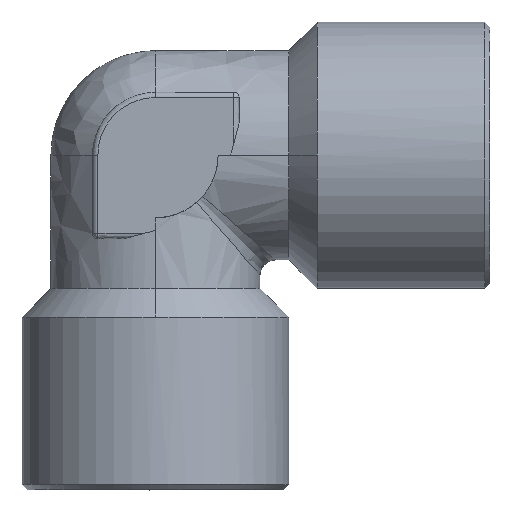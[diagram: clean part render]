
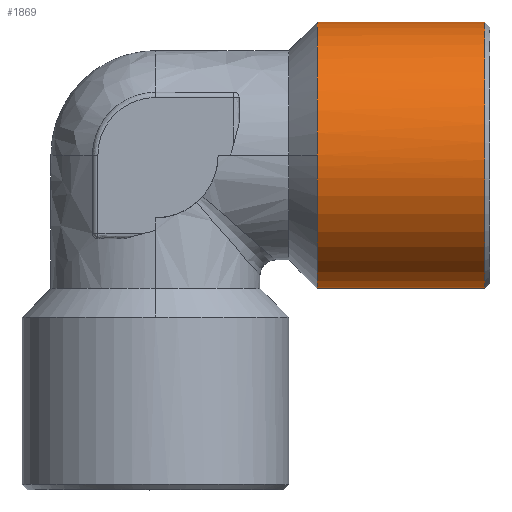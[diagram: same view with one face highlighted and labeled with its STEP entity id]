
A CAD part, top view. The second image highlights one B-rep face of the part: STEP entity #1869.
In plain terms, the highlighted free-form (B-spline) face has degree [1, 3] with [2, 7] control points.
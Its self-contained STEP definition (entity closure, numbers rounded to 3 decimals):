
#5 = VERTEX_POINT ( 'NONE', #1183 ) ;
#22 = ORIENTED_EDGE ( 'NONE', *, *, #2218, .T. ) ;
#162 = CARTESIAN_POINT ( 'NONE',  ( 31.5, 46.25, 0. ) ) ;
#183 = CARTESIAN_POINT ( 'NONE',  ( 15.5, 20.75, 0. ) ) ;
#185 = CARTESIAN_POINT ( 'NONE',  ( 15.5, 20.75, 0. ) ) ;
#332 = CARTESIAN_POINT ( 'NONE',  ( 31.5, 20.75, 0. ) ) ;
#380 = B_SPLINE_CURVE_WITH_KNOTS ( 'NONE', 1,
 ( #183, #2850 ),
 .UNSPECIFIED., .F., .F.,
 ( 2, 2 ),
 ( -1., 0. ),
 .UNSPECIFIED. ) ;
#407 = CARTESIAN_POINT ( 'NONE',  ( 15.5, 33.5, 12.75 ) ) ;
#549 = FACE_OUTER_BOUND ( 'NONE', #2946, .T. ) ;
#575 =( BOUNDED_SURFACE ( )  B_SPLINE_SURFACE ( 1, 3, ( 
 ( #2724, #3010, #3022, #1249, #3335, #1239, #2985 ),
 ( #1851, #2097, #2688, #2407, #1529, #3898, #627 ) ),
 .UNSPECIFIED., .F., .F., .F. ) 
 B_SPLINE_SURFACE_WITH_KNOTS ( ( 2, 2 ),
 ( 4, 3, 4 ),
 ( 0., 1. ),
 ( 0., 0.5, 1. ),
 .UNSPECIFIED. ) 
 GEOMETRIC_REPRESENTATION_ITEM ( )  RATIONAL_B_SPLINE_SURFACE ( (
 ( 1., 0.805, 0.805, 1., 0.805, 0.805, 1.),
 ( 1., 0.805, 0.805, 1., 0.805, 0.805, 1.) ) ) 
 REPRESENTATION_ITEM ( '' )  SURFACE ( )  );
#627 = CARTESIAN_POINT ( 'NONE',  ( 31.5, 20.75, 0. ) ) ;
#660 = CARTESIAN_POINT ( 'NONE',  ( 15.5, 46.25, 0. ) ) ;
#1106 = CARTESIAN_POINT ( 'NONE',  ( 15.5, 33.5, 12.75 ) ) ;
#1116 = CARTESIAN_POINT ( 'NONE',  ( 15.5, 20.75, 0. ) ) ;
#1133 = VERTEX_POINT ( 'NONE', #660 ) ;
#1183 = CARTESIAN_POINT ( 'NONE',  ( 31.5, 46.25, 0. ) ) ;
#1239 = CARTESIAN_POINT ( 'NONE',  ( 15.5, 20.75, 7.469 ) ) ;
#1249 = CARTESIAN_POINT ( 'NONE',  ( 15.5, 33.5, 12.75 ) ) ;
#1388 = CARTESIAN_POINT ( 'NONE',  ( 15.5, 33.5, 12.75 ) ) ;
#1396 = CARTESIAN_POINT ( 'NONE',  ( 15.5, 20.75, 7.469 ) ) ;
#1401 = CARTESIAN_POINT ( 'NONE',  ( 31.5, 46.25, 7.469 ) ) ;
#1529 = CARTESIAN_POINT ( 'NONE',  ( 31.5, 26.031, 12.75 ) ) ;
#1653 = VERTEX_POINT ( 'NONE', #3191 ) ;
#1685 =( BOUNDED_CURVE ( )  B_SPLINE_CURVE ( 3, ( #185, #1396, #1697, #1106 ),
 .UNSPECIFIED., .F., .F. ) 
 B_SPLINE_CURVE_WITH_KNOTS ( ( 4, 4 ),
 ( -1.571, 0. ),
 .UNSPECIFIED. ) 
 CURVE ( )  GEOMETRIC_REPRESENTATION_ITEM ( )  RATIONAL_B_SPLINE_CURVE ( ( 1., 0.805, 0.805, 1. ) ) 
 REPRESENTATION_ITEM ( '' )  );
#1697 = CARTESIAN_POINT ( 'NONE',  ( 15.5, 26.031, 12.75 ) ) ;
#1851 = CARTESIAN_POINT ( 'NONE',  ( 31.5, 46.25, 0. ) ) ;
#1869 = ADVANCED_FACE ( 'NONE', ( #549 ), #575, .F. ) ;
#1913 = ORIENTED_EDGE ( 'NONE', *, *, #2677, .T. ) ;
#1928 = CARTESIAN_POINT ( 'NONE',  ( 31.5, 40.969, 12.75 ) ) ;
#1931 = EDGE_CURVE ( 'NONE', #1653, #5, #2380, .T. ) ;
#1935 = CARTESIAN_POINT ( 'NONE',  ( 31.5, 33.5, 12.75 ) ) ;
#1944 = CARTESIAN_POINT ( 'NONE',  ( 15.5, 40.969, 12.75 ) ) ;
#2072 = ORIENTED_EDGE ( 'NONE', *, *, #3150, .F. ) ;
#2097 = CARTESIAN_POINT ( 'NONE',  ( 31.5, 46.25, 7.469 ) ) ;
#2098 = ORIENTED_EDGE ( 'NONE', *, *, #1931, .T. ) ;
#2218 = EDGE_CURVE ( 'NONE', #5, #1133, #2941, .T. ) ;
#2380 =( BOUNDED_CURVE ( )  B_SPLINE_CURVE ( 3, ( #332, #2434, #3041, #1935, #1928, #1401, #2955 ),
 .UNSPECIFIED., .F., .F. ) 
 B_SPLINE_CURVE_WITH_KNOTS ( ( 4, 3, 4 ),
 ( -3.142, -1.571, 0. ),
 .UNSPECIFIED. ) 
 CURVE ( )  GEOMETRIC_REPRESENTATION_ITEM ( )  RATIONAL_B_SPLINE_CURVE ( ( 1., 0.805, 0.805, 1., 0.805, 0.805, 1. ) ) 
 REPRESENTATION_ITEM ( '' )  );
#2407 = CARTESIAN_POINT ( 'NONE',  ( 31.5, 33.5, 12.75 ) ) ;
#2434 = CARTESIAN_POINT ( 'NONE',  ( 31.5, 20.75, 7.469 ) ) ;
#2564 = EDGE_CURVE ( 'NONE', #3035, #1133, #3333, .T. ) ;
#2677 = EDGE_CURVE ( 'NONE', #3692, #1653, #380, .T. ) ;
#2688 = CARTESIAN_POINT ( 'NONE',  ( 31.5, 40.969, 12.75 ) ) ;
#2724 = CARTESIAN_POINT ( 'NONE',  ( 15.5, 46.25, 0. ) ) ;
#2791 = CARTESIAN_POINT ( 'NONE',  ( 15.5, 46.25, 7.469 ) ) ;
#2850 = CARTESIAN_POINT ( 'NONE',  ( 31.5, 20.75, 0. ) ) ;
#2941 = B_SPLINE_CURVE_WITH_KNOTS ( 'NONE', 1,
 ( #162, #3760 ),
 .UNSPECIFIED., .F., .F.,
 ( 2, 2 ),
 ( -1., 0. ),
 .UNSPECIFIED. ) ;
#2946 = EDGE_LOOP ( 'NONE', ( #1913, #2098, #22, #3216, #2072 ) ) ;
#2955 = CARTESIAN_POINT ( 'NONE',  ( 31.5, 46.25, 0. ) ) ;
#2985 = CARTESIAN_POINT ( 'NONE',  ( 15.5, 20.75, 0. ) ) ;
#3010 = CARTESIAN_POINT ( 'NONE',  ( 15.5, 46.25, 7.469 ) ) ;
#3022 = CARTESIAN_POINT ( 'NONE',  ( 15.5, 40.969, 12.75 ) ) ;
#3035 = VERTEX_POINT ( 'NONE', #1388 ) ;
#3041 = CARTESIAN_POINT ( 'NONE',  ( 31.5, 26.031, 12.75 ) ) ;
#3150 = EDGE_CURVE ( 'NONE', #3692, #3035, #1685, .T. ) ;
#3191 = CARTESIAN_POINT ( 'NONE',  ( 31.5, 20.75, 0. ) ) ;
#3216 = ORIENTED_EDGE ( 'NONE', *, *, #2564, .F. ) ;
#3333 =( BOUNDED_CURVE ( )  B_SPLINE_CURVE ( 3, ( #407, #1944, #2791, #3700 ),
 .UNSPECIFIED., .F., .F. ) 
 B_SPLINE_CURVE_WITH_KNOTS ( ( 4, 4 ),
 ( -1.571, 0. ),
 .UNSPECIFIED. ) 
 CURVE ( )  GEOMETRIC_REPRESENTATION_ITEM ( )  RATIONAL_B_SPLINE_CURVE ( ( 1., 0.805, 0.805, 1. ) ) 
 REPRESENTATION_ITEM ( '' )  );
#3335 = CARTESIAN_POINT ( 'NONE',  ( 15.5, 26.031, 12.75 ) ) ;
#3692 = VERTEX_POINT ( 'NONE', #1116 ) ;
#3700 = CARTESIAN_POINT ( 'NONE',  ( 15.5, 46.25, 0. ) ) ;
#3760 = CARTESIAN_POINT ( 'NONE',  ( 15.5, 46.25, 0. ) ) ;
#3898 = CARTESIAN_POINT ( 'NONE',  ( 31.5, 20.75, 7.469 ) ) ;
